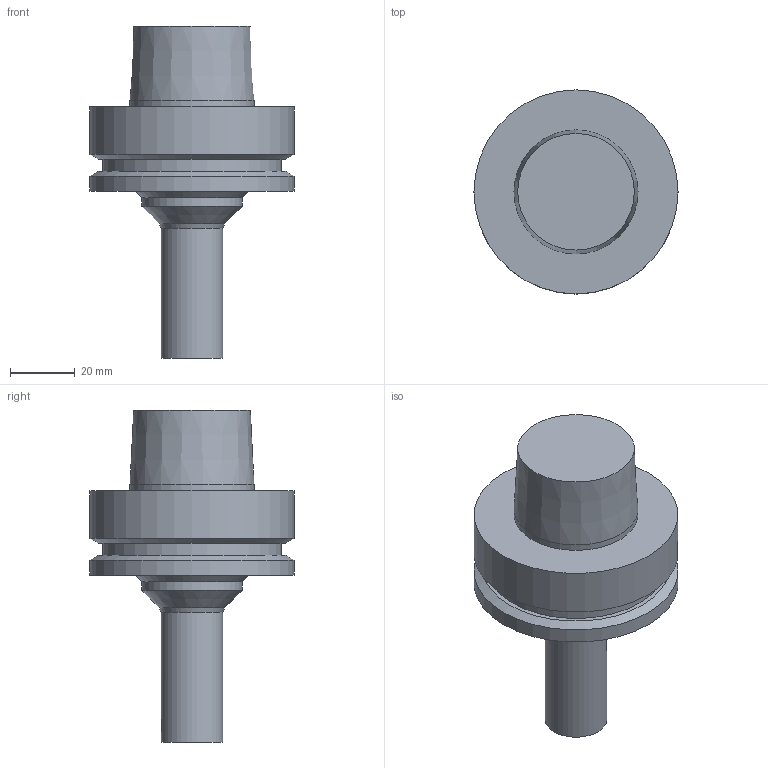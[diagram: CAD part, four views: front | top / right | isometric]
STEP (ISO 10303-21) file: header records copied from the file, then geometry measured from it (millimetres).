
FILE_DESCRIPTION((''),'1');
FILE_NAME('HSK-F63-CKB1-78.stp','2022-09-20T01:30:43',(''),(''),'Spatial Interop R21 SP3','Kubotek KeyCreator 2011 V10.0.2 (22737)',' ');
FILE_SCHEMA(('automotive_design'));
Length unit declared in the file: millimetre
Products named in the file (1): 240[2]
Bounding box: 63 x 63 x 102.5 mm (x, y, z)
Volume: 121746.3 mm3; surface area: 18579.4 mm2
Topology: 1 solids, 1 shells, 22 faces, 38 edges, 23 vertices
Faces by surface type: cylinder 8, plane 8, cone 6
Full cylindrical faces by diameter (mm): 4.2 x1, 11 x1, 19 x1, 31 x1, 38.3 x1, 55 x1, 63 x2
Entity records: 970 total; most frequent: CARTESIAN_POINT 197, DIRECTION 86, PRESENTATION_STYLE_ASSIGNMENT 68, COLOUR_RGB 68, STYLED_ITEM 45, CURVE_STYLE 45, DRAUGHTING_PRE_DEFINED_CURVE_FONT 45, ORIENTED_EDGE 44
